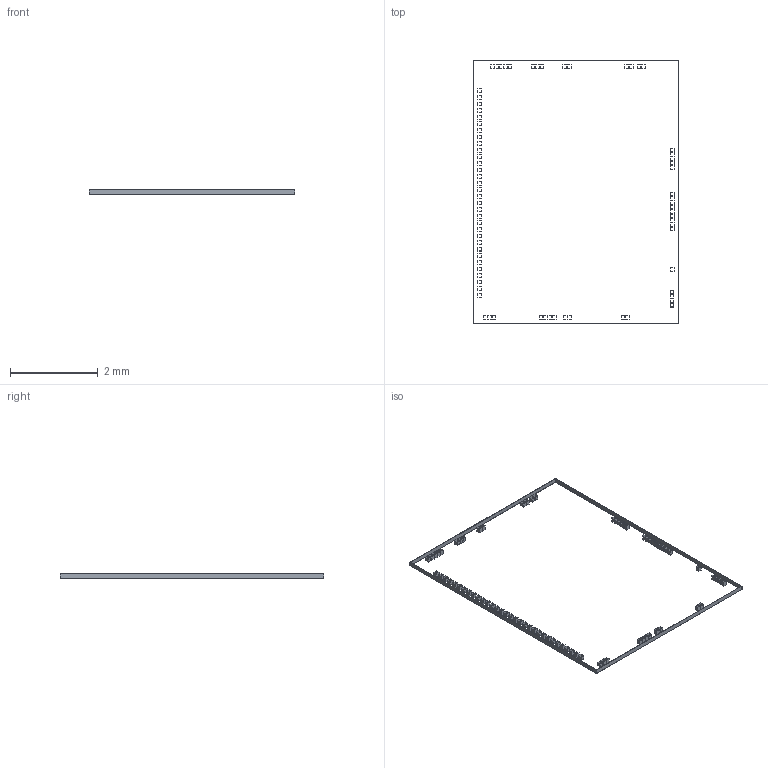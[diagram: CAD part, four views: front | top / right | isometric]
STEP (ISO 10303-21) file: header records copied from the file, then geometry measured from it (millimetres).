
FILE_DESCRIPTION(('FreeCAD Model'),'2;1');
FILE_NAME('Extrude.step','2022-01-27T17:13:00',('kicad StepUp'),('ksu MCAD'), 'Open CASCADE STEP processor 7.3','FreeCAD','Unknown');
FILE_SCHEMA(('AUTOMOTIVE_DESIGN { 1 0 10303 214 1 1 1 1 }'));
Length unit declared in the file: millimetre
Products named in the file (1): Extrude
Bounding box: 4.68 x 6 x 0.1 mm (x, y, z)
Surface area: 6.8 mm2 (no closed solid volume)
Topology: 0 solids, 316 shells, 316 faces, 1264 edges, 1264 vertices
Faces by surface type: plane 316
Entity records: 16134 total; most frequent: CARTESIAN_POINT 2845, DIRECTION 1898, ORIENTED_EDGE 1264, EDGE_CURVE 1264, VERTEX_POINT 1264, LINE 1264, VECTOR 1264, AXIS2_PLACEMENT_3D 317
